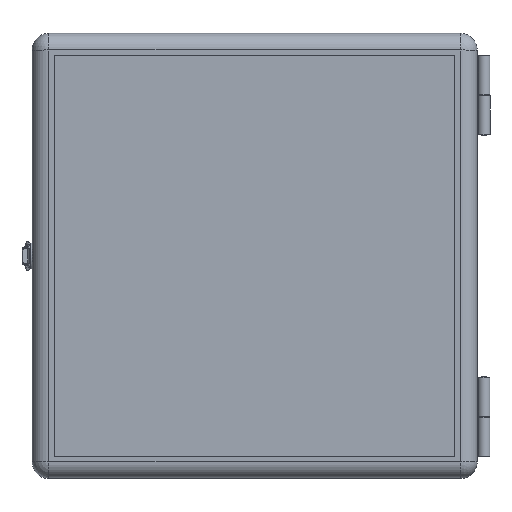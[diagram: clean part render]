
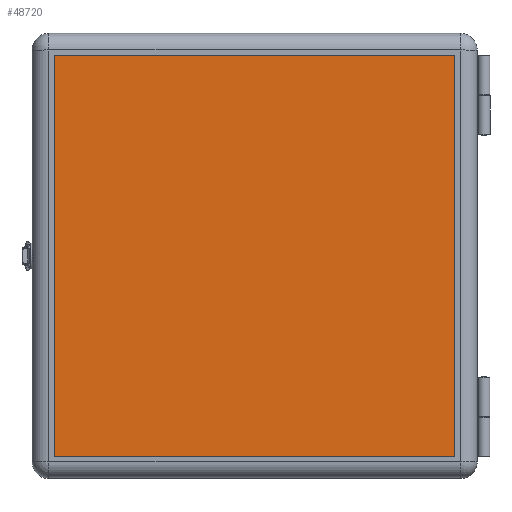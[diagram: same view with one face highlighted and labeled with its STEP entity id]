
A CAD part, top view. The second image highlights one B-rep face of the part: STEP entity #48720.
In plain terms, the highlighted face is planar.
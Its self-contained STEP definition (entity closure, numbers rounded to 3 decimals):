
#1805 = VECTOR ( 'NONE', #6086, 1000. ) ;
#1810 = VECTOR ( 'NONE', #6097, 1000. ) ;
#1812 = VECTOR ( 'NONE', #6103, 1000. ) ;
#1815 = VECTOR ( 'NONE', #6113, 1000. ) ;
#4819 = VERTEX_POINT ( 'NONE', #29239 ) ;
#4872 = VERTEX_POINT ( 'NONE', #29290 ) ;
#4878 = VERTEX_POINT ( 'NONE', #29296 ) ;
#4879 = VERTEX_POINT ( 'NONE', #29297 ) ;
#6074 = LINE ( 'NONE', #6084, #1805 ) ;
#6084 = CARTESIAN_POINT ( 'NONE',  ( -185., -180., 0. ) ) ;
#6086 = DIRECTION ( 'NONE',  ( 1., 0., 0. ) ) ;
#6095 = LINE ( 'NONE', #6096, #1810 ) ;
#6096 = CARTESIAN_POINT ( 'NONE',  ( -180., -185., 0. ) ) ;
#6097 = DIRECTION ( 'NONE',  ( 0., -1., 0. ) ) ;
#6101 = LINE ( 'NONE', #6102, #1812 ) ;
#6102 = CARTESIAN_POINT ( 'NONE',  ( 180., -185., 0. ) ) ;
#6103 = DIRECTION ( 'NONE',  ( 0., 1., 0. ) ) ;
#6110 = LINE ( 'NONE', #6112, #1815 ) ;
#6112 = CARTESIAN_POINT ( 'NONE',  ( -185., 180., 0. ) ) ;
#6113 = DIRECTION ( 'NONE',  ( -1., 0., 0. ) ) ;
#18496 = AXIS2_PLACEMENT_3D ( 'NONE', #18771, #18782, #18783 ) ;
#18771 = CARTESIAN_POINT ( 'NONE',  ( -185., -185., 0. ) ) ;
#18779 = FACE_OUTER_BOUND ( 'NONE', #23723, .T. ) ;
#18780 = PLANE ( 'NONE',  #18496 ) ;
#18782 = DIRECTION ( 'NONE',  ( 0., 0., 1. ) ) ;
#18783 = DIRECTION ( 'NONE',  ( 1., 0., 0. ) ) ;
#23723 = EDGE_LOOP ( 'NONE', ( #28776, #28777, #28778, #28779 ) ) ;
#25306 = EDGE_CURVE ( 'NONE', #4872, #4878, #6074, .T. ) ;
#25310 = EDGE_CURVE ( 'NONE', #4879, #4872, #6095, .T. ) ;
#25312 = EDGE_CURVE ( 'NONE', #4878, #4819, #6101, .T. ) ;
#25315 = EDGE_CURVE ( 'NONE', #4819, #4879, #6110, .T. ) ;
#28776 = ORIENTED_EDGE ( 'NONE', *, *, #25306, .F. ) ;
#28777 = ORIENTED_EDGE ( 'NONE', *, *, #25310, .F. ) ;
#28778 = ORIENTED_EDGE ( 'NONE', *, *, #25315, .F. ) ;
#28779 = ORIENTED_EDGE ( 'NONE', *, *, #25312, .F. ) ;
#29239 = CARTESIAN_POINT ( 'NONE',  ( 180., 180., 0. ) ) ;
#29290 = CARTESIAN_POINT ( 'NONE',  ( -180., -180., 0. ) ) ;
#29296 = CARTESIAN_POINT ( 'NONE',  ( 180., -180., 0. ) ) ;
#29297 = CARTESIAN_POINT ( 'NONE',  ( -180., 180., 0. ) ) ;
#48720 = ADVANCED_FACE ( 'NONE', ( #18779 ), #18780, .F. ) ;
